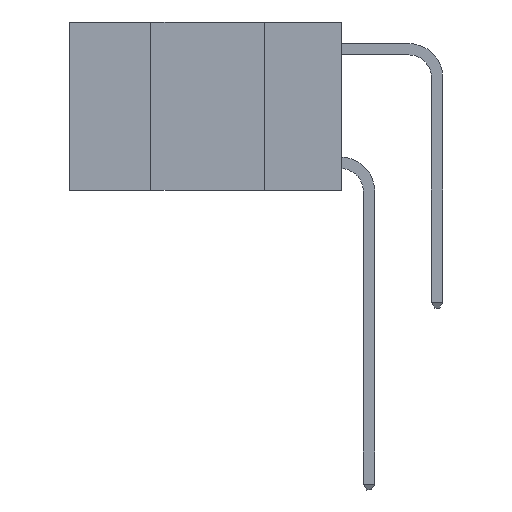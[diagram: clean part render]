
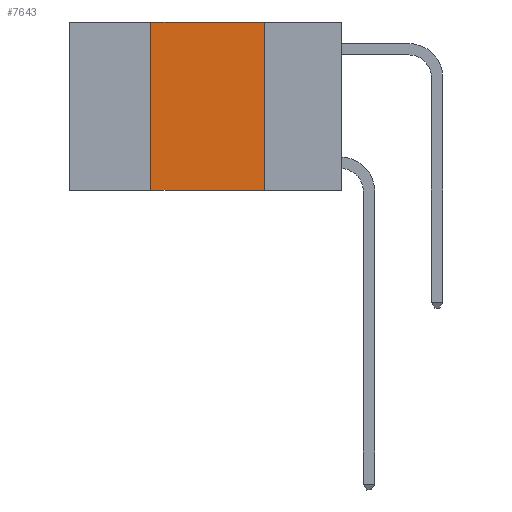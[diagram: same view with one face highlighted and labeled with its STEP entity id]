
A CAD part, left-side view. The second image highlights one B-rep face of the part: STEP entity #7643.
In plain terms, the highlighted planar face has unit normal (-1, 0, 0).
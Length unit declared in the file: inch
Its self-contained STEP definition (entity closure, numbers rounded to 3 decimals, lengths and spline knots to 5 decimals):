
#42 = PLANE ( 'NONE',  #1593 ) ;
#340 = CARTESIAN_POINT ( 'NONE',  ( 0., 0.6, 0. ) ) ;
#415 = DIRECTION ( 'NONE',  ( 0., -1., 0. ) ) ;
#578 = CARTESIAN_POINT ( 'NONE',  ( 0., 0.42, 0. ) ) ;
#579 = CARTESIAN_POINT ( 'NONE',  ( 0., 0.17, 0. ) ) ;
#658 = DIRECTION ( 'NONE',  ( 0., 0., 1. ) ) ;
#1593 = AXIS2_PLACEMENT_3D ( 'NONE', #8999, #3590, #9058 ) ;
#2350 = EDGE_CURVE ( 'NONE', #8908, #4257, #10398, .T. ) ;
#3590 = DIRECTION ( 'NONE',  ( 1., 0., 0. ) ) ;
#3763 = EDGE_LOOP ( 'NONE', ( #10385, #6725, #8584, #13092 ) ) ;
#3898 = CARTESIAN_POINT ( 'NONE',  ( 0., 0.17, 0. ) ) ;
#3976 = CARTESIAN_POINT ( 'NONE',  ( 0., 0.42, -0.37 ) ) ;
#4171 = VERTEX_POINT ( 'NONE', #3898 ) ;
#4257 = VERTEX_POINT ( 'NONE', #10805 ) ;
#4849 = VECTOR ( 'NONE', #658, 39.37008 ) ;
#5458 = CARTESIAN_POINT ( 'NONE',  ( 0., 0.42, 0. ) ) ;
#6004 = LINE ( 'NONE', #579, #11001 ) ;
#6082 = DIRECTION ( 'NONE',  ( 0., 0., -1. ) ) ;
#6083 = EDGE_CURVE ( 'NONE', #8908, #8019, #11945, .T. ) ;
#6725 = ORIENTED_EDGE ( 'NONE', *, *, #8533, .F. ) ;
#6797 = EDGE_CURVE ( 'NONE', #4171, #4257, #6004, .T. ) ;
#7643 = ADVANCED_FACE ( 'NONE', ( #10205 ), #42, .F. ) ;
#8019 = VERTEX_POINT ( 'NONE', #5458 ) ;
#8533 = EDGE_CURVE ( 'NONE', #8019, #4171, #13555, .T. ) ;
#8584 = ORIENTED_EDGE ( 'NONE', *, *, #6083, .F. ) ;
#8908 = VERTEX_POINT ( 'NONE', #3976 ) ;
#8999 = CARTESIAN_POINT ( 'NONE',  ( 0., 0.6, 0. ) ) ;
#9058 = DIRECTION ( 'NONE',  ( 0., 0., -1. ) ) ;
#9294 = CARTESIAN_POINT ( 'NONE',  ( 0., 0.6, -0.37 ) ) ;
#10205 = FACE_OUTER_BOUND ( 'NONE', #3763, .T. ) ;
#10264 = VECTOR ( 'NONE', #10551, 39.37008 ) ;
#10385 = ORIENTED_EDGE ( 'NONE', *, *, #6797, .F. ) ;
#10398 = LINE ( 'NONE', #9294, #11914 ) ;
#10551 = DIRECTION ( 'NONE',  ( 0., -1., 0. ) ) ;
#10805 = CARTESIAN_POINT ( 'NONE',  ( 0., 0.17, -0.37 ) ) ;
#11001 = VECTOR ( 'NONE', #6082, 39.37008 ) ;
#11914 = VECTOR ( 'NONE', #415, 39.37008 ) ;
#11945 = LINE ( 'NONE', #578, #4849 ) ;
#13092 = ORIENTED_EDGE ( 'NONE', *, *, #2350, .T. ) ;
#13555 = LINE ( 'NONE', #340, #10264 ) ;
